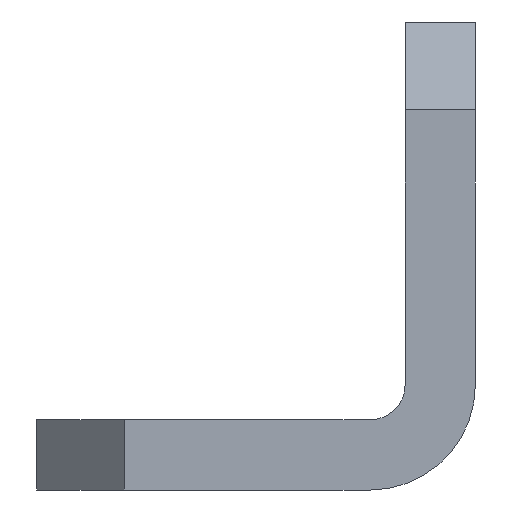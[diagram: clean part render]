
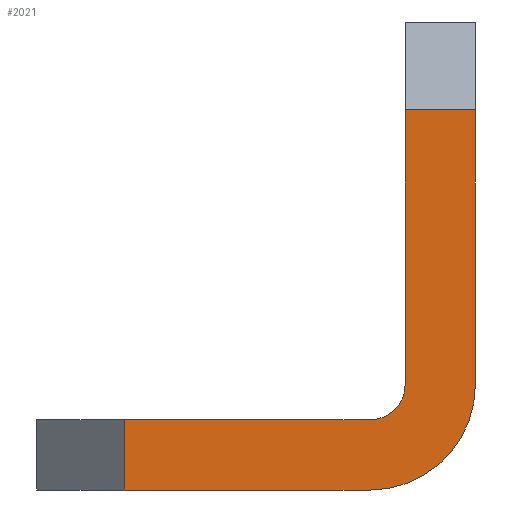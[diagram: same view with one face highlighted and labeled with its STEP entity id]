
A CAD part, left-side view. The second image highlights one B-rep face of the part: STEP entity #2021.
In plain terms, the highlighted planar face has unit normal (-1, 0, 0).
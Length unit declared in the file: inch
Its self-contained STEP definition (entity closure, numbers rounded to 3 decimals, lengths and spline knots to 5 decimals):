
#1884=CARTESIAN_POINT('',(-14.5,-0.255,0.65));
#1885=VERTEX_POINT('',#1884);
#1892=CARTESIAN_POINT('',(-14.5,-0.375,0.65));
#1893=VERTEX_POINT('',#1892);
#1894=CARTESIAN_POINT('',(-14.5,-0.255,0.65));
#1895=DIRECTION('',(0.0,-1.0,0.0));
#1896=VECTOR('',#1895,0.12);
#1897=LINE('',#1894,#1896);
#1898=EDGE_CURVE('',#1885,#1893,#1897,.T.);
#1923=CARTESIAN_POINT('',(-14.5,-0.375,0.18));
#1924=VERTEX_POINT('',#1923);
#1925=CARTESIAN_POINT('',(-14.5,-0.375,0.65));
#1926=DIRECTION('',(0.0,0.0,-1.0));
#1927=VECTOR('',#1926,0.47);
#1928=LINE('',#1925,#1927);
#1929=EDGE_CURVE('',#1893,#1924,#1928,.T.);
#1964=CARTESIAN_POINT('',(-14.5,-0.375,0.8));
#1965=DIRECTION('',(-1.0,0.0,0.0));
#1966=DIRECTION('',(0.0,0.0,1.0));
#1967=AXIS2_PLACEMENT_3D('',#1964,#1965,#1966);
#1968=PLANE('',#1967);
#1969=ORIENTED_EDGE('',*,*,#1898,.F.);
#1970=CARTESIAN_POINT('',(-14.5,-0.255,0.18));
#1971=VERTEX_POINT('',#1970);
#1972=CARTESIAN_POINT('',(-14.5,-0.255,0.65));
#1973=DIRECTION('',(0.0,0.0,-1.0));
#1974=VECTOR('',#1973,0.47);
#1975=LINE('',#1972,#1974);
#1976=EDGE_CURVE('',#1885,#1971,#1975,.T.);
#1977=ORIENTED_EDGE('',*,*,#1976,.T.);
#1978=CARTESIAN_POINT('',(-14.5,-0.195,0.12));
#1979=VERTEX_POINT('',#1978);
#1980=CARTESIAN_POINT('',(-14.5,-0.195,0.18));
#1981=DIRECTION('',(-1.0,0.0,0.0));
#1982=DIRECTION('',(0.0,0.0,-1.0));
#1983=AXIS2_PLACEMENT_3D('',#1980,#1981,#1982);
#1984=CIRCLE('',#1983,0.06);
#1985=EDGE_CURVE('',#1979,#1971,#1984,.T.);
#1986=ORIENTED_EDGE('',*,*,#1985,.F.);
#1987=CARTESIAN_POINT('',(-14.5,0.225,0.12));
#1988=VERTEX_POINT('',#1987);
#1989=CARTESIAN_POINT('',(-14.5,-0.195,0.12));
#1990=DIRECTION('',(0.0,1.0,0.0));
#1991=VECTOR('',#1990,0.42);
#1992=LINE('',#1989,#1991);
#1993=EDGE_CURVE('',#1979,#1988,#1992,.T.);
#1994=ORIENTED_EDGE('',*,*,#1993,.T.);
#1995=CARTESIAN_POINT('',(-14.5,0.225,0.0));
#1996=VERTEX_POINT('',#1995);
#1997=CARTESIAN_POINT('',(-14.5,0.225,0.0));
#1998=DIRECTION('',(0.0,0.0,1.0));
#1999=VECTOR('',#1998,0.12);
#2000=LINE('',#1997,#1999);
#2001=EDGE_CURVE('',#1996,#1988,#2000,.T.);
#2002=ORIENTED_EDGE('',*,*,#2001,.F.);
#2003=CARTESIAN_POINT('',(-14.5,-0.195,0.0));
#2004=VERTEX_POINT('',#2003);
#2005=CARTESIAN_POINT('',(-14.5,-0.195,0.0));
#2006=DIRECTION('',(0.0,1.0,0.0));
#2007=VECTOR('',#2006,0.42);
#2008=LINE('',#2005,#2007);
#2009=EDGE_CURVE('',#2004,#1996,#2008,.T.);
#2010=ORIENTED_EDGE('',*,*,#2009,.F.);
#2011=CARTESIAN_POINT('',(-14.5,-0.195,0.18));
#2012=DIRECTION('',(-1.0,0.0,0.0));
#2013=DIRECTION('',(0.0,0.0,-1.0));
#2014=AXIS2_PLACEMENT_3D('',#2011,#2012,#2013);
#2015=CIRCLE('',#2014,0.18);
#2016=EDGE_CURVE('',#2004,#1924,#2015,.T.);
#2017=ORIENTED_EDGE('',*,*,#2016,.T.);
#2018=ORIENTED_EDGE('',*,*,#1929,.F.);
#2019=EDGE_LOOP('',(#1969,#1977,#1986,#1994,#2002,#2010,#2017,#2018));
#2020=FACE_OUTER_BOUND('',#2019,.T.);
#2021=ADVANCED_FACE('',(#2020),#1968,.T.);
